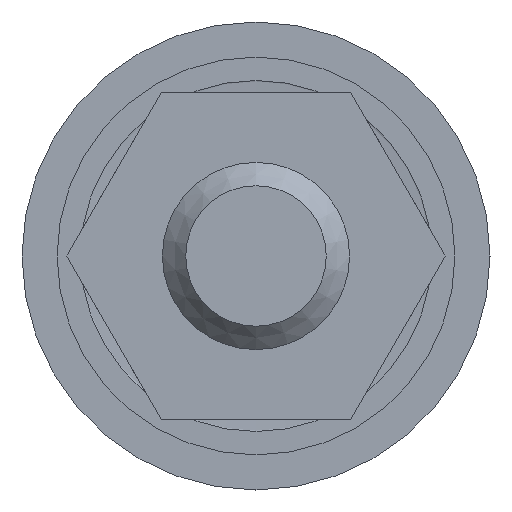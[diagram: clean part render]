
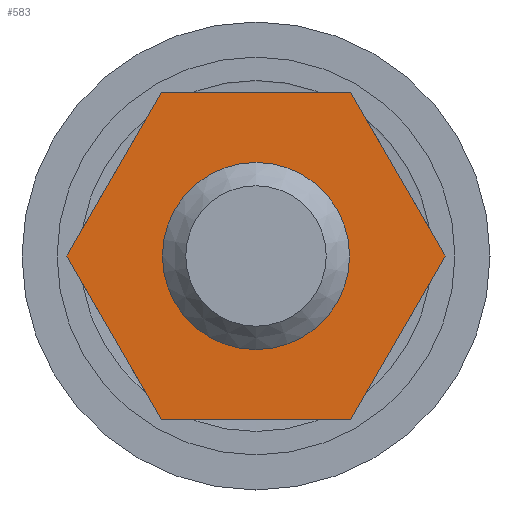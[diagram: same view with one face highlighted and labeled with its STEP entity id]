
A CAD part, front view. The second image highlights one B-rep face of the part: STEP entity #583.
In plain terms, the highlighted planar face has unit normal (0, -1, 0).
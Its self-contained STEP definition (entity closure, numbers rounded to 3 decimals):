
#12 = VECTOR ( 'NONE', #582, 1000. ) ;
#21 = VERTEX_POINT ( 'NONE', #25 ) ;
#25 = CARTESIAN_POINT ( 'NONE',  ( 4.476, -17.749, 5.671 ) ) ;
#30 = CIRCLE ( 'NONE', #267, 3.25 ) ;
#34 = CARTESIAN_POINT ( 'NONE',  ( -7.648, -17.749, -1.329 ) ) ;
#52 = CARTESIAN_POINT ( 'NONE',  ( -11.69, -17.749, 5.671 ) ) ;
#53 = ORIENTED_EDGE ( 'NONE', *, *, #195, .T. ) ;
#78 = ORIENTED_EDGE ( 'NONE', *, *, #428, .F. ) ;
#85 = LINE ( 'NONE', #473, #180 ) ;
#106 = EDGE_LOOP ( 'NONE', ( #152, #562, #166, #402, #405, #53 ) ) ;
#133 = AXIS2_PLACEMENT_3D ( 'NONE', #351, #256, #621 ) ;
#141 = DIRECTION ( 'NONE',  ( 0., -1., 0. ) ) ;
#147 = VECTOR ( 'NONE', #157, 1000. ) ;
#148 = CARTESIAN_POINT ( 'NONE',  ( -7.648, -17.749, 12.671 ) ) ;
#152 = ORIENTED_EDGE ( 'NONE', *, *, #354, .T. ) ;
#157 = DIRECTION ( 'NONE',  ( 0.5, 0., -0.866 ) ) ;
#166 = ORIENTED_EDGE ( 'NONE', *, *, #380, .T. ) ;
#180 = VECTOR ( 'NONE', #577, 1000. ) ;
#182 = LINE ( 'NONE', #541, #12 ) ;
#188 = DIRECTION ( 'NONE',  ( 1., 0., 0. ) ) ;
#189 = DIRECTION ( 'NONE',  ( 0., 0., -1. ) ) ;
#192 = VERTEX_POINT ( 'NONE', #194 ) ;
#194 = CARTESIAN_POINT ( 'NONE',  ( -7.648, -17.749, 12.671 ) ) ;
#195 = EDGE_CURVE ( 'NONE', #356, #558, #474, .T. ) ;
#207 = CARTESIAN_POINT ( 'NONE',  ( -11.69, -17.749, 5.671 ) ) ;
#210 = FACE_OUTER_BOUND ( 'NONE', #106, .T. ) ;
#244 = VERTEX_POINT ( 'NONE', #52 ) ;
#253 = CARTESIAN_POINT ( 'NONE',  ( 4.476, -17.749, 5.671 ) ) ;
#256 = DIRECTION ( 'NONE',  ( 0., -1., 0. ) ) ;
#259 = EDGE_LOOP ( 'NONE', ( #78 ) ) ;
#261 = LINE ( 'NONE', #253, #485 ) ;
#267 = AXIS2_PLACEMENT_3D ( 'NONE', #640, #141, #189 ) ;
#277 = EDGE_CURVE ( 'NONE', #192, #244, #644, .T. ) ;
#304 = VECTOR ( 'NONE', #550, 1000. ) ;
#317 = DIRECTION ( 'NONE',  ( -0.5, 0., 0.866 ) ) ;
#351 = CARTESIAN_POINT ( 'NONE',  ( -0.357, -17.749, 5.671 ) ) ;
#354 = EDGE_CURVE ( 'NONE', #558, #21, #85, .T. ) ;
#356 = VERTEX_POINT ( 'NONE', #34 ) ;
#359 = LINE ( 'NONE', #207, #147 ) ;
#380 = EDGE_CURVE ( 'NONE', #618, #192, #182, .T. ) ;
#402 = ORIENTED_EDGE ( 'NONE', *, *, #277, .T. ) ;
#405 = ORIENTED_EDGE ( 'NONE', *, *, #525, .T. ) ;
#411 = CARTESIAN_POINT ( 'NONE',  ( 0.435, -17.749, -1.329 ) ) ;
#426 = CARTESIAN_POINT ( 'NONE',  ( -7.648, -17.749, -1.329 ) ) ;
#428 = EDGE_CURVE ( 'NONE', #539, #539, #30, .T. ) ;
#449 = CARTESIAN_POINT ( 'NONE',  ( -3.607, -17.749, 2.421 ) ) ;
#473 = CARTESIAN_POINT ( 'NONE',  ( 0.435, -17.749, -1.329 ) ) ;
#474 = LINE ( 'NONE', #426, #569 ) ;
#485 = VECTOR ( 'NONE', #317, 1000. ) ;
#520 = FACE_BOUND ( 'NONE', #259, .T. ) ;
#525 = EDGE_CURVE ( 'NONE', #244, #356, #359, .T. ) ;
#539 = VERTEX_POINT ( 'NONE', #449 ) ;
#541 = CARTESIAN_POINT ( 'NONE',  ( 0.435, -17.749, 12.671 ) ) ;
#550 = DIRECTION ( 'NONE',  ( -0.5, 0., -0.866 ) ) ;
#558 = VERTEX_POINT ( 'NONE', #411 ) ;
#562 = ORIENTED_EDGE ( 'NONE', *, *, #565, .T. ) ;
#565 = EDGE_CURVE ( 'NONE', #21, #618, #261, .T. ) ;
#569 = VECTOR ( 'NONE', #188, 1000. ) ;
#576 = CARTESIAN_POINT ( 'NONE',  ( 0.435, -17.749, 12.671 ) ) ;
#577 = DIRECTION ( 'NONE',  ( 0.5, 0., 0.866 ) ) ;
#582 = DIRECTION ( 'NONE',  ( -1., 0., 0. ) ) ;
#583 = ADVANCED_FACE ( 'NONE', ( #520, #210 ), #606, .T. ) ;
#606 = PLANE ( 'NONE',  #133 ) ;
#618 = VERTEX_POINT ( 'NONE', #576 ) ;
#621 = DIRECTION ( 'NONE',  ( 0., 0., -1. ) ) ;
#640 = CARTESIAN_POINT ( 'NONE',  ( -3.607, -17.749, 5.671 ) ) ;
#644 = LINE ( 'NONE', #148, #304 ) ;
